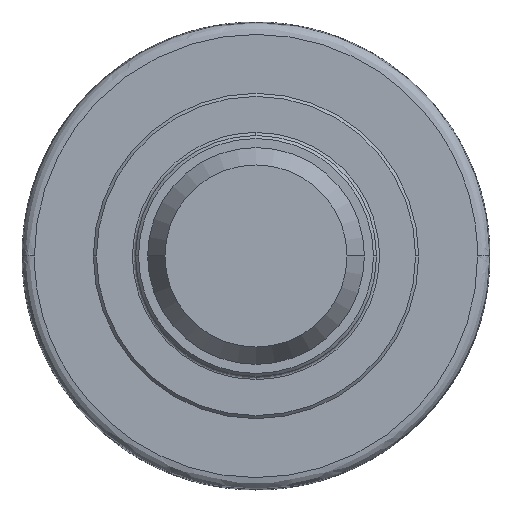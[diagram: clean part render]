
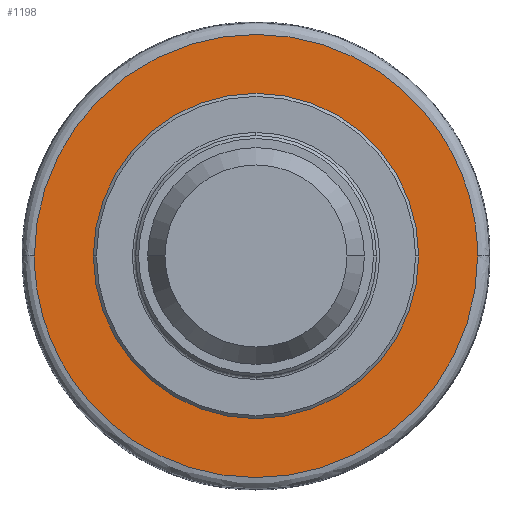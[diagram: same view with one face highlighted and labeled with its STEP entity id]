
A CAD part, left-side view. The second image highlights one B-rep face of the part: STEP entity #1198.
In plain terms, the highlighted planar face has unit normal (-1, 0, 0).
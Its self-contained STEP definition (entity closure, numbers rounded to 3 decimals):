
#7 = VERTEX_POINT ( 'NONE', #23 ) ;
#23 = CARTESIAN_POINT ( 'NONE',  ( 22., 1.118, -22.25 ) ) ;
#37 = VERTEX_POINT ( 'NONE', #98 ) ;
#38 = VERTEX_POINT ( 'NONE', #99 ) ;
#48 = VERTEX_POINT ( 'NONE', #109 ) ;
#49 = VERTEX_POINT ( 'NONE', #110 ) ;
#56 = VERTEX_POINT ( 'NONE', #117 ) ;
#59 = VERTEX_POINT ( 'NONE', #120 ) ;
#67 = VERTEX_POINT ( 'NONE', #128 ) ;
#69 = VERTEX_POINT ( 'NONE', #130 ) ;
#71 = VERTEX_POINT ( 'NONE', #132 ) ;
#98 = CARTESIAN_POINT ( 'NONE',  ( 22., -1.008, -22.25 ) ) ;
#99 = CARTESIAN_POINT ( 'NONE',  ( 22., 0., -18.964 ) ) ;
#109 = CARTESIAN_POINT ( 'NONE',  ( 22., -1.118, -22.25 ) ) ;
#110 = CARTESIAN_POINT ( 'NONE',  ( 22., -1.118, -22.973 ) ) ;
#117 = CARTESIAN_POINT ( 'NONE',  ( 22., 1.008, -22.25 ) ) ;
#120 = CARTESIAN_POINT ( 'NONE',  ( 22., -36.785, 0. ) ) ;
#128 = CARTESIAN_POINT ( 'NONE',  ( 22., 0., 23. ) ) ;
#130 = CARTESIAN_POINT ( 'NONE',  ( 22., 36.785, 0. ) ) ;
#132 = CARTESIAN_POINT ( 'NONE',  ( 22., 1.118, -22.973 ) ) ;
#133 = CARTESIAN_POINT ( 'NONE',  ( 22., -36.785, 0. ) ) ;
#136 = CARTESIAN_POINT ( 'NONE',  ( 22., -36.785, -73.571 ) ) ;
#137 = CARTESIAN_POINT ( 'NONE',  ( 22., 36.785, -73.571 ) ) ;
#138 = CARTESIAN_POINT ( 'NONE',  ( 22., 36.785, 0. ) ) ;
#147 = CARTESIAN_POINT ( 'NONE',  ( 22., 0., 0. ) ) ;
#154 = DIRECTION ( 'NONE',  ( 1., 0., 0. ) ) ;
#155 = DIRECTION ( 'NONE',  ( 0., 1., 0. ) ) ;
#420 = CARTESIAN_POINT ( 'NONE',  ( 22., -1.008, -22.25 ) ) ;
#430 = CARTESIAN_POINT ( 'NONE',  ( 22., -1.701, -20.69 ) ) ;
#431 = CARTESIAN_POINT ( 'NONE',  ( 22., -1.172, -18.964 ) ) ;
#432 = CARTESIAN_POINT ( 'NONE',  ( 22., 0., -18.964 ) ) ;
#521 = CARTESIAN_POINT ( 'NONE',  ( 22., 1.118, -11.5 ) ) ;
#522 = DIRECTION ( 'NONE',  ( 0., 0., -1. ) ) ;
#583 =( BOUNDED_CURVE ( )  B_SPLINE_CURVE ( 3, ( #133, #136, #137, #138 ),
 .UNSPECIFIED., .F., .F. ) 
 B_SPLINE_CURVE_WITH_KNOTS ( ( 4, 4 ),
 ( 0.25, 0.75 ),
 .UNSPECIFIED. ) 
 CURVE ( )  GEOMETRIC_REPRESENTATION_ITEM ( )  RATIONAL_B_SPLINE_CURVE ( ( 1., 0.333, 0.333, 1. ) ) 
 REPRESENTATION_ITEM ( '' )  );
#585 = EDGE_CURVE ( 'NONE', #59, #69, #583, .T. ) ;
#587 = AXIS2_PLACEMENT_3D ( 'NONE', #147, #154, #155 ) ;
#593 = EDGE_CURVE ( 'NONE', #71, #67, #972, .T. ) ;
#608 = EDGE_CURVE ( 'NONE', #37, #38, #1158, .T. ) ;
#630 = EDGE_CURVE ( 'NONE', #7, #71, #1003, .T. ) ;
#664 = EDGE_CURVE ( 'NONE', #49, #48, #1046, .T. ) ;
#666 = EDGE_CURVE ( 'NONE', #38, #56, #1204, .T. ) ;
#682 = EDGE_CURVE ( 'NONE', #56, #7, #1056, .T. ) ;
#683 = EDGE_CURVE ( 'NONE', #67, #49, #1065, .T. ) ;
#684 = EDGE_CURVE ( 'NONE', #48, #37, #1059, .T. ) ;
#685 = EDGE_CURVE ( 'NONE', #69, #59, #1207, .T. ) ;
#718 = EDGE_LOOP ( 'NONE', ( #943, #944 ) ) ;
#725 = EDGE_LOOP ( 'NONE', ( #935, #936, #937, #938, #939, #940, #941, #942 ) ) ;
#935 = ORIENTED_EDGE ( 'NONE', *, *, #664, .T. ) ;
#936 = ORIENTED_EDGE ( 'NONE', *, *, #684, .T. ) ;
#937 = ORIENTED_EDGE ( 'NONE', *, *, #608, .T. ) ;
#938 = ORIENTED_EDGE ( 'NONE', *, *, #666, .T. ) ;
#939 = ORIENTED_EDGE ( 'NONE', *, *, #682, .T. ) ;
#940 = ORIENTED_EDGE ( 'NONE', *, *, #630, .T. ) ;
#941 = ORIENTED_EDGE ( 'NONE', *, *, #593, .T. ) ;
#942 = ORIENTED_EDGE ( 'NONE', *, *, #683, .T. ) ;
#943 = ORIENTED_EDGE ( 'NONE', *, *, #685, .F. ) ;
#944 = ORIENTED_EDGE ( 'NONE', *, *, #585, .F. ) ;
#972 = CIRCLE ( 'NONE', #587, 23. ) ;
#997 = VECTOR ( 'NONE', #522, 1000. ) ;
#1003 = LINE ( 'NONE', #521, #997 ) ;
#1046 = LINE ( 'NONE', #1443, #1050 ) ;
#1050 = VECTOR ( 'NONE', #1444, 1000. ) ;
#1056 = LINE ( 'NONE', #1693, #1060 ) ;
#1059 = LINE ( 'NONE', #1698, #1062 ) ;
#1060 = VECTOR ( 'NONE', #1694, 1000. ) ;
#1062 = VECTOR ( 'NONE', #1699, 1000. ) ;
#1065 = CIRCLE ( 'NONE', #1254, 23. ) ;
#1134 = FACE_OUTER_BOUND ( 'NONE', #718, .T. ) ;
#1137 = FACE_BOUND ( 'NONE', #725, .T. ) ;
#1158 =( BOUNDED_CURVE ( )  B_SPLINE_CURVE ( 3, ( #420, #430, #431, #432 ),
 .UNSPECIFIED., .F., .T. ) 
 B_SPLINE_CURVE_WITH_KNOTS ( ( 4, 4 ),
 ( 0.938, 3.142 ),
 .UNSPECIFIED. ) 
 CURVE ( )  GEOMETRIC_REPRESENTATION_ITEM ( )  RATIONAL_B_SPLINE_CURVE ( ( 1., 0.635, 0.635, 1. ) ) 
 REPRESENTATION_ITEM ( '' )  );
#1198 = ADVANCED_FACE ( 'NONE', ( #1137, #1134 ), #1959, .T. ) ;
#1204 =( BOUNDED_CURVE ( )  B_SPLINE_CURVE ( 3, ( #1445, #1448, #1449, #1450 ),
 .UNSPECIFIED., .F., .T. ) 
 B_SPLINE_CURVE_WITH_KNOTS ( ( 4, 4 ),
 ( 3.142, 5.346 ),
 .UNSPECIFIED. ) 
 CURVE ( )  GEOMETRIC_REPRESENTATION_ITEM ( )  RATIONAL_B_SPLINE_CURVE ( ( 1., 0.635, 0.635, 1. ) ) 
 REPRESENTATION_ITEM ( '' )  );
#1207 =( BOUNDED_CURVE ( )  B_SPLINE_CURVE ( 3, ( #1695, #1702, #1703, #1704 ),
 .UNSPECIFIED., .F., .T. ) 
 B_SPLINE_CURVE_WITH_KNOTS ( ( 4, 4 ),
 ( 0.75, 1.25 ),
 .UNSPECIFIED. ) 
 CURVE ( )  GEOMETRIC_REPRESENTATION_ITEM ( )  RATIONAL_B_SPLINE_CURVE ( ( 1., 0.333, 0.333, 1. ) ) 
 REPRESENTATION_ITEM ( '' )  );
#1254 = AXIS2_PLACEMENT_3D ( 'NONE', #1666, #1696, #1697 ) ;
#1289 = AXIS2_PLACEMENT_3D ( 'NONE', #1949, #1960, #1961 ) ;
#1443 = CARTESIAN_POINT ( 'NONE',  ( 22., -1.118, -11.5 ) ) ;
#1444 = DIRECTION ( 'NONE',  ( 0., 0., 1. ) ) ;
#1445 = CARTESIAN_POINT ( 'NONE',  ( 22., 0., -18.964 ) ) ;
#1448 = CARTESIAN_POINT ( 'NONE',  ( 22., 1.172, -18.964 ) ) ;
#1449 = CARTESIAN_POINT ( 'NONE',  ( 22., 1.701, -20.69 ) ) ;
#1450 = CARTESIAN_POINT ( 'NONE',  ( 22., 1.008, -22.25 ) ) ;
#1666 = CARTESIAN_POINT ( 'NONE',  ( 22., 0., 0. ) ) ;
#1693 = CARTESIAN_POINT ( 'NONE',  ( 22., 0., -22.25 ) ) ;
#1694 = DIRECTION ( 'NONE',  ( 0., 1., 0. ) ) ;
#1695 = CARTESIAN_POINT ( 'NONE',  ( 22., 36.785, 0. ) ) ;
#1696 = DIRECTION ( 'NONE',  ( 1., 0., 0. ) ) ;
#1697 = DIRECTION ( 'NONE',  ( 0., 1., 0. ) ) ;
#1698 = CARTESIAN_POINT ( 'NONE',  ( 22., 0., -22.25 ) ) ;
#1699 = DIRECTION ( 'NONE',  ( 0., 1., 0. ) ) ;
#1702 = CARTESIAN_POINT ( 'NONE',  ( 22., 36.785, 73.571 ) ) ;
#1703 = CARTESIAN_POINT ( 'NONE',  ( 22., -36.785, 73.571 ) ) ;
#1704 = CARTESIAN_POINT ( 'NONE',  ( 22., -36.785, 0. ) ) ;
#1949 = CARTESIAN_POINT ( 'NONE',  ( 22., 0., 34.078 ) ) ;
#1959 = PLANE ( 'NONE',  #1289 ) ;
#1960 = DIRECTION ( 'NONE',  ( -1., 0., 0. ) ) ;
#1961 = DIRECTION ( 'NONE',  ( 0., 0., 1. ) ) ;
